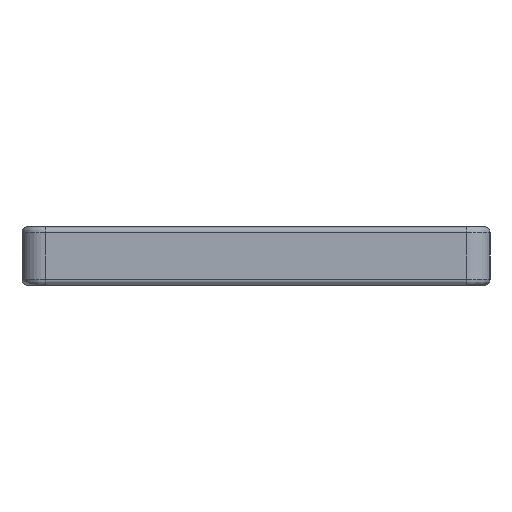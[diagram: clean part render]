
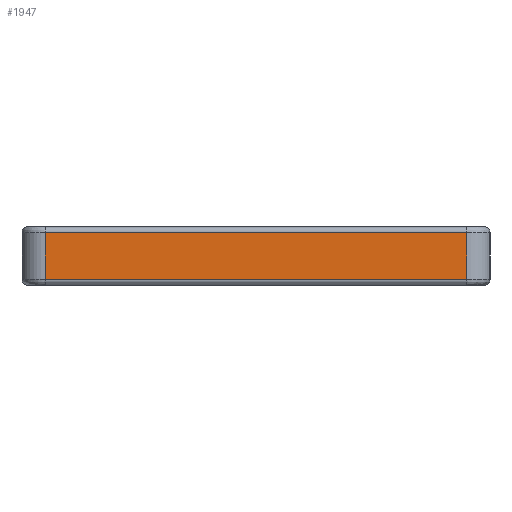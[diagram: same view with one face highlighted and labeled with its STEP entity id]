
A CAD part, left-side view. The second image highlights one B-rep face of the part: STEP entity #1947.
In plain terms, the highlighted planar face has unit normal (-1, 0, 0).
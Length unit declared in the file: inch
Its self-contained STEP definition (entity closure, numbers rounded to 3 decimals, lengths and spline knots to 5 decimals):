
#4 = DIRECTION ( 'NONE',  ( 0., 0., 1. ) ) ;
#12 = CARTESIAN_POINT ( 'NONE',  ( -6.90945, -0.3937, -0.07874 ) ) ;
#14 = DIRECTION ( 'NONE',  ( 0., 0., -1. ) ) ;
#54 = AXIS2_PLACEMENT_3D ( 'NONE', #163, #984, #4 ) ;
#108 = VERTEX_POINT ( 'NONE', #1566 ) ;
#133 = CARTESIAN_POINT ( 'NONE',  ( -6.90945, -0.70866, 0.07874 ) ) ;
#163 = CARTESIAN_POINT ( 'NONE',  ( -6.90945, -0.7874, 0. ) ) ;
#178 = VERTEX_POINT ( 'NONE', #133 ) ;
#261 = ORIENTED_EDGE ( 'NONE', *, *, #344, .F. ) ;
#331 = VECTOR ( 'NONE', #14, 39.37008 ) ;
#336 = VERTEX_POINT ( 'NONE', #2026 ) ;
#344 = EDGE_CURVE ( 'NONE', #178, #108, #470, .T. ) ;
#363 = DIRECTION ( 'NONE',  ( 0., 0., -1. ) ) ;
#470 = LINE ( 'NONE', #2166, #1073 ) ;
#499 = ORIENTED_EDGE ( 'NONE', *, *, #1994, .T. ) ;
#636 = EDGE_CURVE ( 'NONE', #108, #1682, #1653, .T. ) ;
#849 = ORIENTED_EDGE ( 'NONE', *, *, #636, .F. ) ;
#860 = CARTESIAN_POINT ( 'NONE',  ( -6.90945, -0.7874, 0.07874 ) ) ;
#865 = LINE ( 'NONE', #1159, #331 ) ;
#949 = ORIENTED_EDGE ( 'NONE', *, *, #1594, .T. ) ;
#960 = LINE ( 'NONE', #860, #1809 ) ;
#979 = PLANE ( 'NONE',  #54 ) ;
#984 = DIRECTION ( 'NONE',  ( -1., 0., 0. ) ) ;
#1073 = VECTOR ( 'NONE', #363, 39.37008 ) ;
#1159 = CARTESIAN_POINT ( 'NONE',  ( -6.90945, 0.70866, 0. ) ) ;
#1170 = DIRECTION ( 'NONE',  ( 0., 1., 0. ) ) ;
#1237 = CARTESIAN_POINT ( 'NONE',  ( -6.90945, 0.70866, -0.07874 ) ) ;
#1294 = FACE_OUTER_BOUND ( 'NONE', #1548, .T. ) ;
#1482 = VECTOR ( 'NONE', #1170, 39.37008 ) ;
#1542 = DIRECTION ( 'NONE',  ( 0., 1., 0. ) ) ;
#1548 = EDGE_LOOP ( 'NONE', ( #849, #261, #499, #949 ) ) ;
#1566 = CARTESIAN_POINT ( 'NONE',  ( -6.90945, -0.70866, -0.07874 ) ) ;
#1594 = EDGE_CURVE ( 'NONE', #336, #1682, #865, .T. ) ;
#1653 = LINE ( 'NONE', #12, #1482 ) ;
#1682 = VERTEX_POINT ( 'NONE', #1237 ) ;
#1809 = VECTOR ( 'NONE', #1542, 39.37008 ) ;
#1947 = ADVANCED_FACE ( 'NONE', ( #1294 ), #979, .T. ) ;
#1994 = EDGE_CURVE ( 'NONE', #178, #336, #960, .T. ) ;
#2026 = CARTESIAN_POINT ( 'NONE',  ( -6.90945, 0.70866, 0.07874 ) ) ;
#2166 = CARTESIAN_POINT ( 'NONE',  ( -6.90945, -0.70866, 0. ) ) ;
